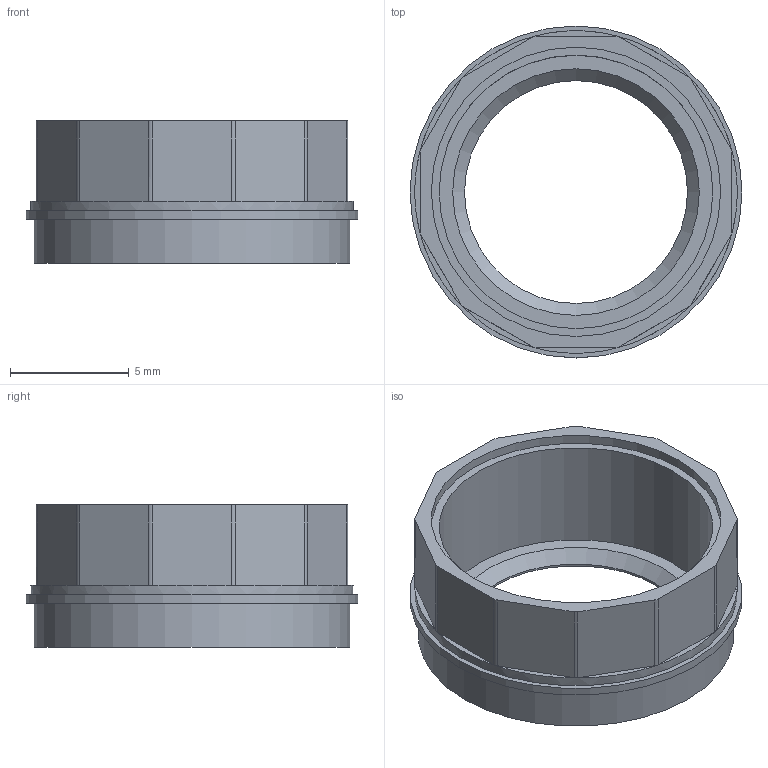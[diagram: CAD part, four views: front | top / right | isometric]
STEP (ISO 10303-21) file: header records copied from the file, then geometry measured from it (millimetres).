
FILE_DESCRIPTION(/* description */ (''),/* implementation_level */ '2;1');
FILE_NAME(/* name */ 'STP-MU-(MECH-ADAPT-M).stp',/* time_stamp */ '2018-04-13T15:38:02+02:00',/* author */ (''),/* organization */ (''),/* preprocessor_version */ 'ST-DEVELOPER v16',/* originating_system */ 'SIEMENS PLM Software NX 11.0',/* authorisation */ '');
FILE_SCHEMA (('AUTOMOTIVE_DESIGN { 1 0 10303 214 3 1 1 1 }'));
Length unit declared in the file: millimetre
Products named in the file (1): U16C6
Bounding box: 14 x 14 x 6 mm (x, y, z)
Volume: 226.9 mm3; surface area: 628.1 mm2
Topology: 1 solids, 1 shells, 40 faces, 97 edges, 65 vertices
Faces by surface type: plane 20, cylinder 19, cone 1
Full cylindrical faces by diameter (mm): 9.4 x1, 11.2 x1, 11.54 x1, 12.2 x1, 13.3 x1, 13.6 x1, 14 x1
Entity records: 1170 total; most frequent: CARTESIAN_POINT 227, DIRECTION 196, ORIENTED_EDGE 174, EDGE_CURVE 87, AXIS2_PLACEMENT_3D 80, VERTEX_POINT 63, EDGE_LOOP 56, ADVANCED_FACE 40
